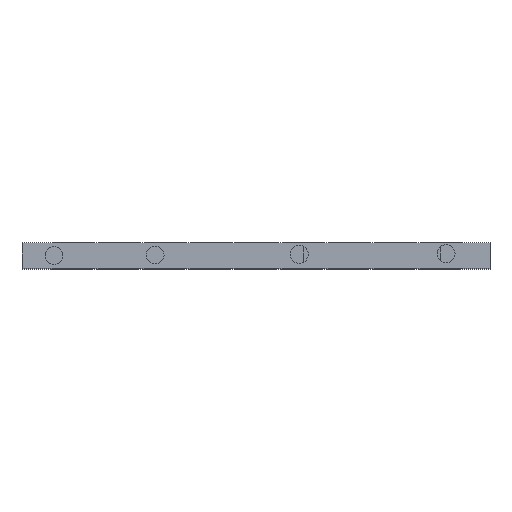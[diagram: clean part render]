
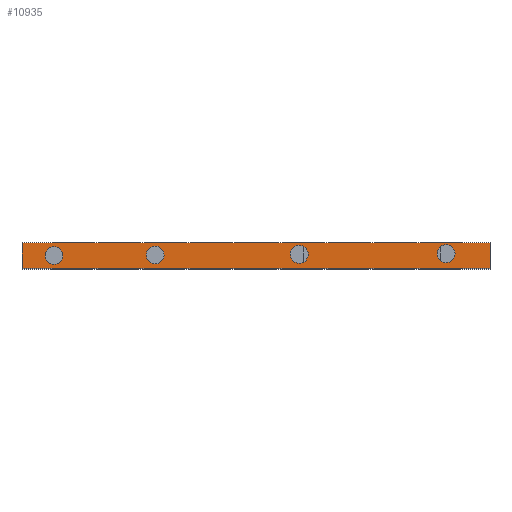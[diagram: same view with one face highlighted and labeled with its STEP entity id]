
A CAD part, top view. The second image highlights one B-rep face of the part: STEP entity #10935.
In plain terms, the highlighted planar face has unit normal (0, 0, 1).
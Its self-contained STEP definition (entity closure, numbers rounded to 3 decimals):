
#104=FACE_BOUND('',#1813,.T.);
#105=FACE_BOUND('',#1814,.T.);
#106=FACE_BOUND('',#1815,.T.);
#107=FACE_BOUND('',#1816,.T.);
#691=PLANE('',#11489);
#1207=FACE_OUTER_BOUND('',#1812,.T.);
#1812=EDGE_LOOP('',(#9911,#9912,#9913,#9914));
#1813=EDGE_LOOP('',(#9915));
#1814=EDGE_LOOP('',(#9916));
#1815=EDGE_LOOP('',(#9917));
#1816=EDGE_LOOP('',(#9918));
#1911=LINE('',#14143,#3393);
#3374=LINE('',#17069,#4856);
#3379=LINE('',#17078,#4861);
#3380=LINE('',#17080,#4862);
#3393=VECTOR('',#11603,10.);
#4856=VECTOR('',#14040,10.);
#4861=VECTOR('',#14049,10.);
#4862=VECTOR('',#14052,10.);
#4879=CIRCLE('',#10984,1.75);
#4881=CIRCLE('',#10988,1.75);
#4883=CIRCLE('',#10992,1.75);
#4885=CIRCLE('',#10996,1.75);
#4903=VERTEX_POINT('',#14113);
#4905=VERTEX_POINT('',#14120);
#4907=VERTEX_POINT('',#14127);
#4909=VERTEX_POINT('',#14134);
#4911=VERTEX_POINT('',#14141);
#4912=VERTEX_POINT('',#14142);
#5887=VERTEX_POINT('',#17066);
#5890=VERTEX_POINT('',#17076);
#5915=EDGE_CURVE('',#4903,#4903,#4879,.T.);
#5918=EDGE_CURVE('',#4905,#4905,#4881,.T.);
#5921=EDGE_CURVE('',#4907,#4907,#4883,.T.);
#5924=EDGE_CURVE('',#4909,#4909,#4885,.T.);
#5927=EDGE_CURVE('',#4911,#4912,#1911,.T.);
#7390=EDGE_CURVE('',#5887,#4911,#3374,.T.);
#7395=EDGE_CURVE('',#5890,#4912,#3379,.T.);
#7396=EDGE_CURVE('',#5890,#5887,#3380,.T.);
#9911=ORIENTED_EDGE('',*,*,#7396,.F.);
#9912=ORIENTED_EDGE('',*,*,#7395,.T.);
#9913=ORIENTED_EDGE('',*,*,#5927,.F.);
#9914=ORIENTED_EDGE('',*,*,#7390,.F.);
#9915=ORIENTED_EDGE('',*,*,#5915,.T.);
#9916=ORIENTED_EDGE('',*,*,#5918,.T.);
#9917=ORIENTED_EDGE('',*,*,#5921,.T.);
#9918=ORIENTED_EDGE('',*,*,#5924,.T.);
#10935=ADVANCED_FACE('',(#1207,#104,#105,#106,#107),#691,.T.);
#10984=AXIS2_PLACEMENT_3D('',#14114,#11567,#11568);
#10988=AXIS2_PLACEMENT_3D('',#14121,#11576,#11577);
#10992=AXIS2_PLACEMENT_3D('',#14128,#11585,#11586);
#10996=AXIS2_PLACEMENT_3D('',#14135,#11594,#11595);
#11489=AXIS2_PLACEMENT_3D('',#17079,#14050,#14051);
#11567=DIRECTION('center_axis',(0.,0.,-1.));
#11568=DIRECTION('ref_axis',(-1.,0.,0.));
#11576=DIRECTION('center_axis',(0.,0.,-1.));
#11577=DIRECTION('ref_axis',(-1.,0.,0.));
#11585=DIRECTION('center_axis',(0.,0.,-1.));
#11586=DIRECTION('ref_axis',(-1.,0.,0.));
#11594=DIRECTION('center_axis',(0.,0.,-1.));
#11595=DIRECTION('ref_axis',(-1.,0.,0.));
#11603=DIRECTION('',(-1.,0.,0.));
#14040=DIRECTION('',(0.,-1.,0.));
#14049=DIRECTION('',(0.,-1.,0.));
#14050=DIRECTION('center_axis',(0.,0.,1.));
#14051=DIRECTION('ref_axis',(-1.,0.,0.));
#14052=DIRECTION('',(1.,0.,0.));
#14113=CARTESIAN_POINT('',(61.358,352.739,278.783));
#14114=CARTESIAN_POINT('Origin',(59.608,352.739,278.783));
#14120=CARTESIAN_POINT('',(33.15,352.604,278.783));
#14121=CARTESIAN_POINT('Origin',(31.4,352.604,278.783));
#14127=CARTESIAN_POINT('',(90.109,352.875,278.783));
#14128=CARTESIAN_POINT('Origin',(88.359,352.875,278.783));
#14134=CARTESIAN_POINT('',(13.35,352.5,278.783));
#14135=CARTESIAN_POINT('Origin',(11.6,352.5,278.783));
#14141=CARTESIAN_POINT('',(96.942,350.,278.783));
#14142=CARTESIAN_POINT('',(5.342,350.,278.783));
#14143=CARTESIAN_POINT('',(5.342,350.,278.783));
#17066=CARTESIAN_POINT('',(96.942,355.,278.783));
#17069=CARTESIAN_POINT('',(96.942,355.,278.783));
#17076=CARTESIAN_POINT('',(5.342,355.,278.783));
#17078=CARTESIAN_POINT('',(5.342,355.,278.783));
#17079=CARTESIAN_POINT('Origin',(96.942,355.,278.783));
#17080=CARTESIAN_POINT('',(5.342,355.,278.783));
